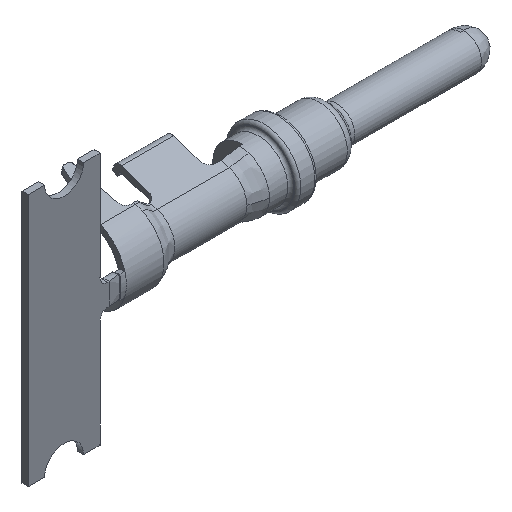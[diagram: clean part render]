
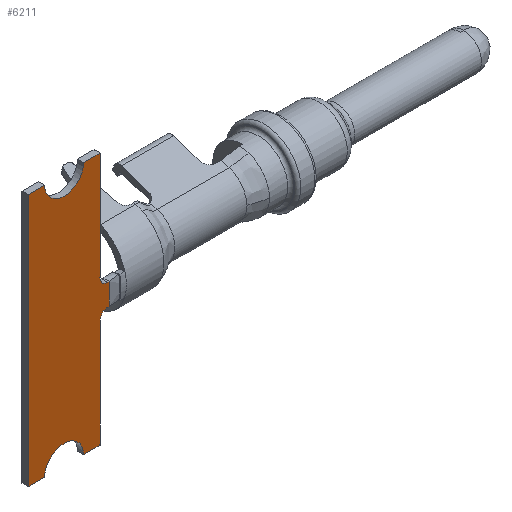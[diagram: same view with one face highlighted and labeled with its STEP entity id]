
A CAD part, isometric view. The second image highlights one B-rep face of the part: STEP entity #6211.
In plain terms, the highlighted planar face has unit normal (0, -1, 0).
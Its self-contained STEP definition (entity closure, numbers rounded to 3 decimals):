
#421=CARTESIAN_POINT('',(-12.05,-2.15,
-0.7));
#422=CARTESIAN_POINT('',(-12.05,-2.15,
-0.233));
#423=CARTESIAN_POINT('',(-12.05,-2.15,
0.233));
#424=CARTESIAN_POINT('',(-12.05,-2.15,
0.7));
#1314=DIRECTION('',(-1.,0.,0.));
#1315=VECTOR('',#1314,0.1);
#1316=CARTESIAN_POINT('',(-12.05,-2.15,
0.7));
#1317=LINE('',#1316,#1315);
#1330=CARTESIAN_POINT('',(-12.15,-2.15,-1.2));
#1331=DIRECTION('',(0.,-1.,0.));
#1332=DIRECTION('',(0.,0.,1.));
#1333=AXIS2_PLACEMENT_3D('',#1330,#1331,#1332);
#1335=DIRECTION('',(0.,0.,-1.));
#1336=VECTOR('',#1335,7.055);
#1337=CARTESIAN_POINT('',(-12.65,-2.15,-1.2));
#1338=LINE('',#1337,#1336);
#1339=CARTESIAN_POINT('',(-15.,-2.15,-8.255));
#1340=DIRECTION('',(0.,-1.,0.));
#1341=DIRECTION('',(1.,0.,0.));
#1342=AXIS2_PLACEMENT_3D('',#1339,#1340,#1341);
#1344=DIRECTION('',(1.,0.,0.));
#1345=VECTOR('',#1344,1.08);
#1346=CARTESIAN_POINT('',(-17.35,-2.15,8.255));
#1347=LINE('',#1346,#1345);
#1348=CARTESIAN_POINT('',(-15.,-2.15,8.255));
#1349=DIRECTION('',(0.,-1.,0.));
#1350=DIRECTION('',(-1.,0.,0.));
#1351=AXIS2_PLACEMENT_3D('',#1348,#1349,#1350);
#1353=DIRECTION('',(1.,0.,0.));
#1354=VECTOR('',#1353,1.08);
#1355=CARTESIAN_POINT('',(-13.73,-2.15,8.255));
#1356=LINE('',#1355,#1354);
#1357=CARTESIAN_POINT('',(-12.15,-2.15,1.2));
#1358=DIRECTION('',(0.,-1.,0.));
#1359=DIRECTION('',(-1.,0.,0.));
#1360=AXIS2_PLACEMENT_3D('',#1357,#1358,#1359);
#1362=DIRECTION('',(1.,0.,0.));
#1363=VECTOR('',#1362,0.1);
#1364=CARTESIAN_POINT('',(-12.15,-2.15,-0.7));
#1365=LINE('',#1364,#1363);
#1554=DIRECTION('',(0.,0.,1.));
#1555=VECTOR('',#1554,7.055);
#1556=CARTESIAN_POINT('',(-12.65,-2.15,1.2));
#1557=LINE('',#1556,#1555);
#1578=DIRECTION('',(0.,0.,-1.));
#1579=VECTOR('',#1578,16.51);
#1580=CARTESIAN_POINT('',(-17.35,-2.15,8.255));
#1581=LINE('',#1580,#1579);
#1586=DIRECTION('',(1.,0.,0.));
#1587=VECTOR('',#1586,1.08);
#1588=CARTESIAN_POINT('',(-17.35,-2.15,-8.255));
#1589=LINE('',#1588,#1587);
#1602=DIRECTION('',(1.,0.,0.));
#1603=VECTOR('',#1602,1.08);
#1604=CARTESIAN_POINT('',(-13.73,-2.15,-8.255));
#1605=LINE('',#1604,#1603);
#2864=CARTESIAN_POINT('',(-12.05,-2.15,
-0.7));
#2865=VERTEX_POINT('',#2864);
#2866=VERTEX_POINT('',#424);
#2991=CARTESIAN_POINT('',(-12.15,-2.15,0.7));
#2992=VERTEX_POINT('',#2991);
#2995=CARTESIAN_POINT('',(-12.15,-2.15,-0.7));
#2996=VERTEX_POINT('',#2995);
#2997=CARTESIAN_POINT('',(-12.65,-2.15,-1.2));
#2998=VERTEX_POINT('',#2997);
#2999=CARTESIAN_POINT('',(-12.65,-2.15,-8.255));
#3000=VERTEX_POINT('',#2999);
#3001=CARTESIAN_POINT('',(-13.73,-2.15,-8.255));
#3002=VERTEX_POINT('',#3001);
#3003=CARTESIAN_POINT('',(-16.27,-2.15,-8.255));
#3004=VERTEX_POINT('',#3003);
#3005=CARTESIAN_POINT('',(-17.35,-2.15,-8.255));
#3006=VERTEX_POINT('',#3005);
#3007=CARTESIAN_POINT('',(-17.35,-2.15,8.255));
#3008=VERTEX_POINT('',#3007);
#3009=CARTESIAN_POINT('',(-16.27,-2.15,8.255));
#3010=VERTEX_POINT('',#3009);
#3011=CARTESIAN_POINT('',(-13.73,-2.15,8.255));
#3012=VERTEX_POINT('',#3011);
#3013=CARTESIAN_POINT('',(-12.65,-2.15,8.255));
#3014=VERTEX_POINT('',#3013);
#3015=CARTESIAN_POINT('',(-12.65,-2.15,1.2));
#3016=VERTEX_POINT('',#3015);
#6178=CARTESIAN_POINT('',(-12.05,-2.15,-8.255));
#6179=DIRECTION('',(0.,1.,0.));
#6180=DIRECTION('',(-1.,0.,0.));
#6181=AXIS2_PLACEMENT_3D('',#6178,#6179,#6180);
#6182=PLANE('',#6181);
#6183=ORIENTED_EDGE('',*,*,#3938,.F.);
#6185=ORIENTED_EDGE('',*,*,#6184,.F.);
#6187=ORIENTED_EDGE('',*,*,#6186,.T.);
#6189=ORIENTED_EDGE('',*,*,#6188,.T.);
#6191=ORIENTED_EDGE('',*,*,#6190,.F.);
#6193=ORIENTED_EDGE('',*,*,#6192,.T.);
#6195=ORIENTED_EDGE('',*,*,#6194,.F.);
#6197=ORIENTED_EDGE('',*,*,#6196,.F.);
#6199=ORIENTED_EDGE('',*,*,#6198,.T.);
#6201=ORIENTED_EDGE('',*,*,#6200,.T.);
#6203=ORIENTED_EDGE('',*,*,#6202,.T.);
#6205=ORIENTED_EDGE('',*,*,#6204,.F.);
#6207=ORIENTED_EDGE('',*,*,#6206,.T.);
#6208=ORIENTED_EDGE('',*,*,#6168,.F.);
#6209=EDGE_LOOP('',(#6183,#6185,#6187,#6189,#6191,#6193,#6195,#6197,#6199,#6201,
#6203,#6205,#6207,#6208));
#6210=FACE_OUTER_BOUND('',#6209,.F.);
#6211=ADVANCED_FACE('',(#6210),#6182,.F.);
#425=B_SPLINE_CURVE_WITH_KNOTS('',3,(#421,#422,#423,#424),.UNSPECIFIED.,.F.,.F.,
(4,4),(0.,1.),.UNSPECIFIED.);
#1334=CIRCLE('',#1333,0.5);
#1343=CIRCLE('',#1342,1.27);
#1352=CIRCLE('',#1351,1.27);
#1361=CIRCLE('',#1360,0.5);
#3938=EDGE_CURVE('',#2865,#2866,#425,.T.);
#6168=EDGE_CURVE('',#2866,#2992,#1317,.T.);
#6184=EDGE_CURVE('',#2996,#2865,#1365,.T.);
#6186=EDGE_CURVE('',#2996,#2998,#1334,.T.);
#6188=EDGE_CURVE('',#2998,#3000,#1338,.T.);
#6190=EDGE_CURVE('',#3002,#3000,#1605,.T.);
#6192=EDGE_CURVE('',#3002,#3004,#1343,.T.);
#6194=EDGE_CURVE('',#3006,#3004,#1589,.T.);
#6196=EDGE_CURVE('',#3008,#3006,#1581,.T.);
#6198=EDGE_CURVE('',#3008,#3010,#1347,.T.);
#6200=EDGE_CURVE('',#3010,#3012,#1352,.T.);
#6202=EDGE_CURVE('',#3012,#3014,#1356,.T.);
#6204=EDGE_CURVE('',#3016,#3014,#1557,.T.);
#6206=EDGE_CURVE('',#3016,#2992,#1361,.T.);
